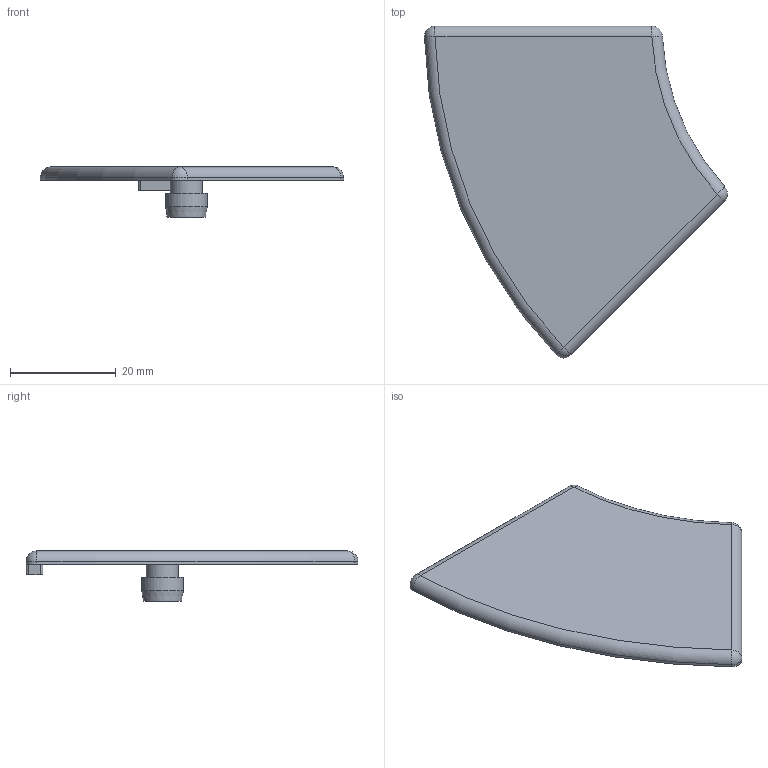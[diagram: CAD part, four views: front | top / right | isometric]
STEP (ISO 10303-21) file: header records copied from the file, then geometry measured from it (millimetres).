
FILE_DESCRIPTION(/* description */ (''),/* implementation_level */ '2;1');
FILE_NAME(/* name */ '224545R.stp',/* time_stamp */ '2022-10-04T09:22:22+02:00',/* author */ ('aluteckkpl_am'),/* organization */ (''),/* preprocessor_version */ 'ST-DEVELOPER v18.1',/* originating_system */ 'Autodesk Inventor 2021',/* authorisation */ '');
FILE_SCHEMA (('CONFIG_CONTROL_DESIGN'));
Length unit declared in the file: millimetre
Products named in the file (2): 224545R-ZP; 224545R
Assembly tree (1 placements, depth 2):
  224545R-ZP
    224545R
Bounding box: 57.35 x 62.8 x 9.5 mm (x, y, z)
Volume: 5962.9 mm3; surface area: 5427.3 mm2
Topology: 1 solids, 1 shells, 33 faces, 84 edges, 51 vertices
Faces by surface type: cylinder 14, plane 10, sphere 4, torus 3, cone 2
Full cylindrical faces by diameter (mm): 6.105 x1, 7.905 x1
Entity records: 1051 total; most frequent: DIRECTION 198, CARTESIAN_POINT 167, ORIENTED_EDGE 160, AXIS2_PLACEMENT_3D 82, EDGE_CURVE 80, VERTEX_POINT 51, CIRCLE 46, EDGE_LOOP 35
